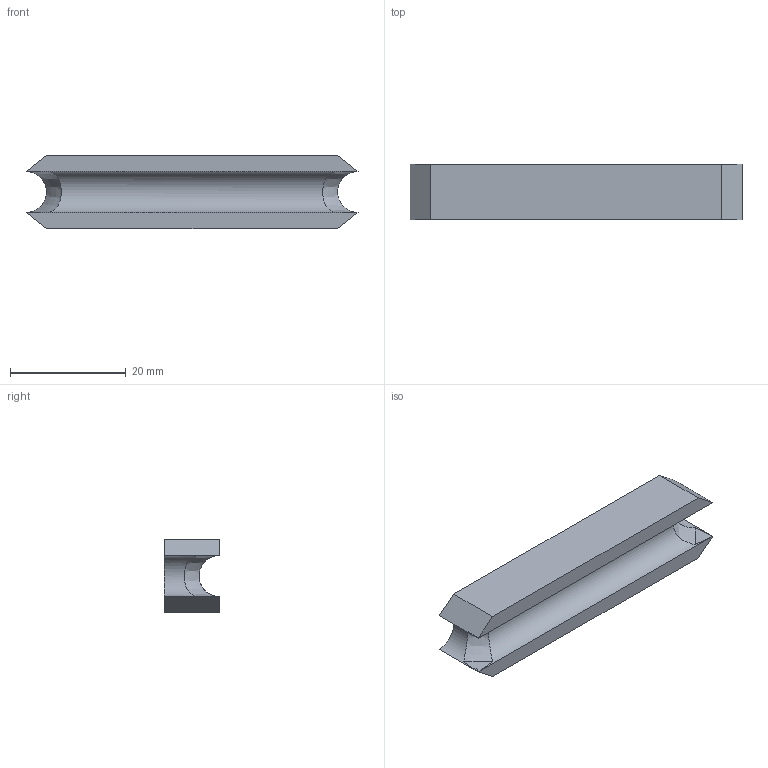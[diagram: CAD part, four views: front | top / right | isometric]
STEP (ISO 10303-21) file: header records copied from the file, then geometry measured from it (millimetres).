
FILE_DESCRIPTION(/* description */ (''),/* implementation_level */ '2;1');
FILE_NAME(/* name */ '2-in Square Bolt Spacer.step',/* time_stamp */ '2023-09-22T06:20:14-04:00',/* author */ (''),/* organization */ (''),/* preprocessor_version */ 'ST-DEVELOPER v20',/* originating_system */ 'Autodesk Translation Framework v12.9.0.99',/* authorisation */ '');
FILE_SCHEMA (('AUTOMOTIVE_DESIGN { 1 0 10303 214 3 1 1 }'));
Length unit declared in the file: inch
Products named in the file (1): 2-in Square Bolt Spacer
Bounding box: 57.4 x 9.53 x 12.7 mm (x, y, z)
Volume: 5299.5 mm3; surface area: 2851.9 mm2
Topology: 1 solids, 1 shells, 18 faces, 44 edges, 24 vertices
Faces by surface type: plane 9, bspline 6, cylinder 3
Entity records: 677 total; most frequent: CARTESIAN_POINT 293, ORIENTED_EDGE 80, DIRECTION 52, EDGE_CURVE 40, VERTEX_POINT 24, LINE 22, VECTOR 22, FACE_OUTER_BOUND 18
